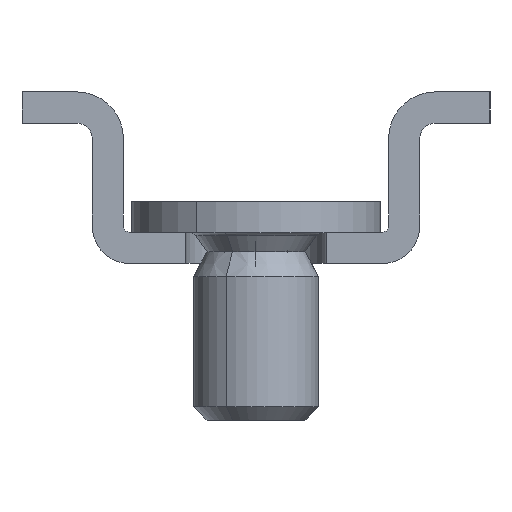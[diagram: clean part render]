
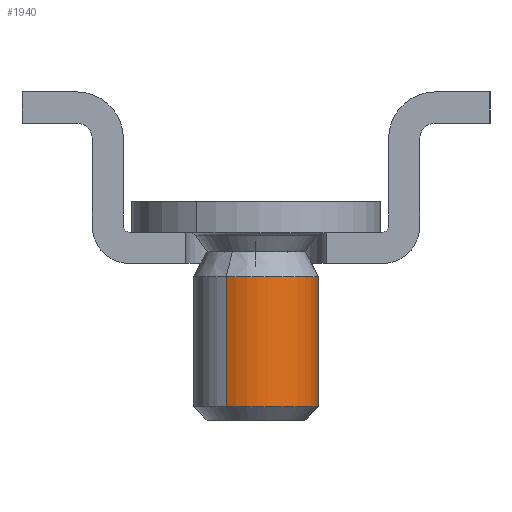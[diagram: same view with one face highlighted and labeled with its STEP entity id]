
A CAD part, left-side view. The second image highlights one B-rep face of the part: STEP entity #1940.
In plain terms, the highlighted cylindrical face has radius 2 mm (diameter 4 mm), a partial arc.
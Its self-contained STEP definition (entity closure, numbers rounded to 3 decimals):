
#1552=AXIS2_PLACEMENT_3D('Circle Axis2P3D',#1550,#1551,$) ;
#1913=AXIS2_PLACEMENT_3D('Cylinder Axis2P3D',#1910,#1911,#1912) ;
#1931=AXIS2_PLACEMENT_3D('Circle Axis2P3D',#1929,#1930,$) ;
#1550=CARTESIAN_POINT('Axis2P3D Location',(4.,7.5,4.6)) ;
#1554=CARTESIAN_POINT('Vertex',(5.755,6.541,4.6)) ;
#1556=CARTESIAN_POINT('Vertex',(2.245,8.459,4.6)) ;
#1910=CARTESIAN_POINT('Axis2P3D Location',(4.,7.5,3.5)) ;
#1915=CARTESIAN_POINT('Line Origine',(5.755,6.541,2.3)) ;
#1919=CARTESIAN_POINT('Vertex',(5.755,6.541,0.43)) ;
#1922=CARTESIAN_POINT('Line Origine',(2.245,8.459,2.3)) ;
#1926=CARTESIAN_POINT('Vertex',(2.245,8.459,0.43)) ;
#1929=CARTESIAN_POINT('Axis2P3D Location',(4.,7.5,0.43)) ;
#1551=DIRECTION('Axis2P3D Direction',(0.,0.,-1.)) ;
#1911=DIRECTION('Axis2P3D Direction',(0.,0.,-1.)) ;
#1912=DIRECTION('Axis2P3D XDirection',(0.878,-0.479,0.)) ;
#1916=DIRECTION('Vector Direction',(0.,0.,-1.)) ;
#1923=DIRECTION('Vector Direction',(0.,0.,-1.)) ;
#1930=DIRECTION('Axis2P3D Direction',(0.,0.,-1.)) ;
#1917=VECTOR('Line Direction',#1916,1.) ;
#1924=VECTOR('Line Direction',#1923,1.) ;
#1935=ORIENTED_EDGE('',*,*,#1921,.T.) ;
#1936=ORIENTED_EDGE('',*,*,#1558,.T.) ;
#1937=ORIENTED_EDGE('',*,*,#1928,.F.) ;
#1938=ORIENTED_EDGE('',*,*,#1933,.F.) ;
#1940=ADVANCED_FACE('body',(#1939),#1914,.T.) ;
#1553=CIRCLE('generated circle',#1552,2.) ;
#1932=CIRCLE('generated circle',#1931,2.) ;
#1914=CYLINDRICAL_SURFACE('generated cylinder',#1913,2.) ;
#1558=EDGE_CURVE('',#1555,#1557,#1553,.T.) ;
#1921=EDGE_CURVE('',#1920,#1555,#1918,.F.) ;
#1928=EDGE_CURVE('',#1927,#1557,#1925,.F.) ;
#1933=EDGE_CURVE('',#1920,#1927,#1932,.T.) ;
#1934=EDGE_LOOP('',(#1935,#1936,#1937,#1938)) ;
#1939=FACE_OUTER_BOUND('',#1934,.T.) ;
#1918=LINE('Line',#1915,#1917) ;
#1925=LINE('Line',#1922,#1924) ;
#1555=VERTEX_POINT('',#1554) ;
#1557=VERTEX_POINT('',#1556) ;
#1920=VERTEX_POINT('',#1919) ;
#1927=VERTEX_POINT('',#1926) ;
